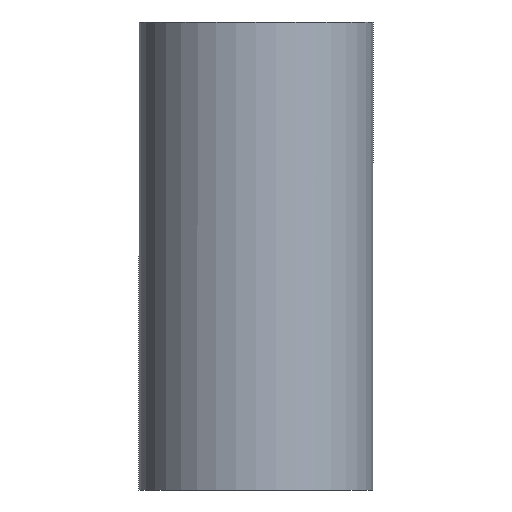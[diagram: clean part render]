
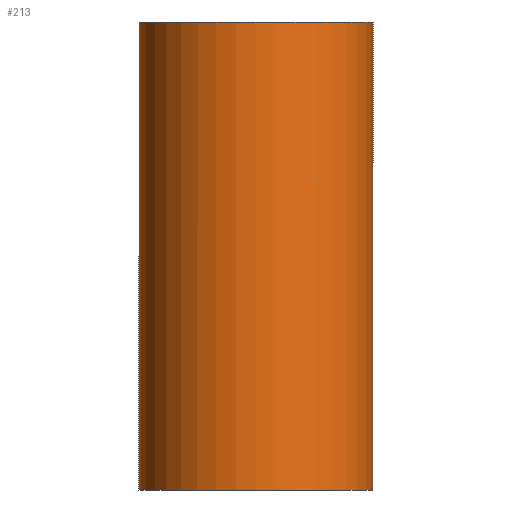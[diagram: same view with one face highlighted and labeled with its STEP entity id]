
A CAD part, left-side view. The second image highlights one B-rep face of the part: STEP entity #213.
In plain terms, the highlighted cylindrical face has radius 2.5 mm (diameter 5 mm), a partial arc.
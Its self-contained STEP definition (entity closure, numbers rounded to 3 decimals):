
#13 = CARTESIAN_POINT ( 'NONE',  ( 35., -22.5, 45. ) ) ;
#21 = EDGE_LOOP ( 'NONE', ( #99, #160, #23, #39 ) ) ;
#23 = ORIENTED_EDGE ( 'NONE', *, *, #110, .T. ) ;
#28 = VERTEX_POINT ( 'NONE', #13 ) ;
#30 = VECTOR ( 'NONE', #88, 1000. ) ;
#32 = CARTESIAN_POINT ( 'NONE',  ( 35., -17.5, 27.929 ) ) ;
#33 = DIRECTION ( 'NONE',  ( 0., 0., -1. ) ) ;
#39 = ORIENTED_EDGE ( 'NONE', *, *, #91, .T. ) ;
#44 = VERTEX_POINT ( 'NONE', #79 ) ;
#50 = EDGE_CURVE ( 'NONE', #138, #44, #136, .T. ) ;
#51 = LINE ( 'NONE', #32, #211 ) ;
#54 = DIRECTION ( 'NONE',  ( 0., -1., 0. ) ) ;
#61 = VERTEX_POINT ( 'NONE', #67 ) ;
#67 = CARTESIAN_POINT ( 'NONE',  ( 35., -17.5, 45. ) ) ;
#71 = DIRECTION ( 'NONE',  ( 0., 0., 1. ) ) ;
#74 = CARTESIAN_POINT ( 'NONE',  ( 35., -20., 27.929 ) ) ;
#79 = CARTESIAN_POINT ( 'NONE',  ( 35., -22.5, 35. ) ) ;
#83 = LINE ( 'NONE', #188, #30 ) ;
#88 = DIRECTION ( 'NONE',  ( 0., 0., 1. ) ) ;
#91 = EDGE_CURVE ( 'NONE', #28, #61, #192, .T. ) ;
#99 = ORIENTED_EDGE ( 'NONE', *, *, #134, .F. ) ;
#101 = CARTESIAN_POINT ( 'NONE',  ( 35., -20., 45. ) ) ;
#106 = DIRECTION ( 'NONE',  ( 0., 0., 1. ) ) ;
#110 = EDGE_CURVE ( 'NONE', #44, #28, #83, .T. ) ;
#122 = AXIS2_PLACEMENT_3D ( 'NONE', #74, #154, #54 ) ;
#126 = CARTESIAN_POINT ( 'NONE',  ( 35., -17.5, 35. ) ) ;
#128 = CARTESIAN_POINT ( 'NONE',  ( 35., -20., 35. ) ) ;
#134 = EDGE_CURVE ( 'NONE', #138, #61, #51, .T. ) ;
#136 = CIRCLE ( 'NONE', #226, 2.5 ) ;
#138 = VERTEX_POINT ( 'NONE', #126 ) ;
#154 = DIRECTION ( 'NONE',  ( 0., 0., 1. ) ) ;
#160 = ORIENTED_EDGE ( 'NONE', *, *, #50, .T. ) ;
#174 = CYLINDRICAL_SURFACE ( 'NONE', #122, 2.5 ) ;
#186 = DIRECTION ( 'NONE',  ( 0., 1., 0. ) ) ;
#188 = CARTESIAN_POINT ( 'NONE',  ( 35., -22.5, 27.929 ) ) ;
#191 = FACE_OUTER_BOUND ( 'NONE', #21, .T. ) ;
#192 = CIRCLE ( 'NONE', #203, 2.5 ) ;
#203 = AXIS2_PLACEMENT_3D ( 'NONE', #101, #33, #186 ) ;
#211 = VECTOR ( 'NONE', #71, 1000. ) ;
#213 = ADVANCED_FACE ( 'NONE', ( #191 ), #174, .T. ) ;
#226 = AXIS2_PLACEMENT_3D ( 'NONE', #128, #106, #246 ) ;
#246 = DIRECTION ( 'NONE',  ( 0., -1., 0. ) ) ;
